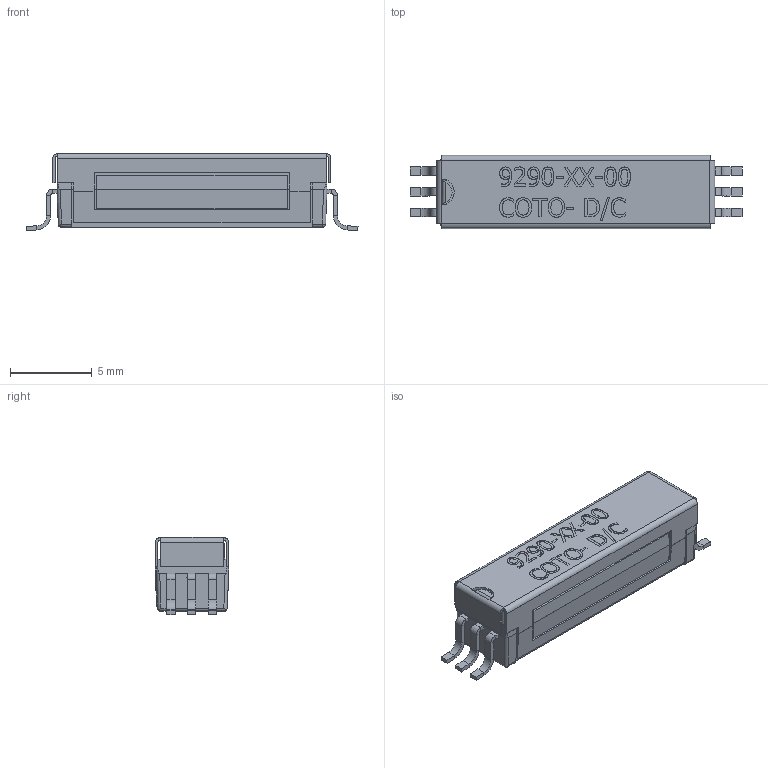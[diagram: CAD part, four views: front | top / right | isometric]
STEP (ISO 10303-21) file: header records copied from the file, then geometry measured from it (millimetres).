
FILE_DESCRIPTION((''),'2;1');
FILE_NAME('9290- G (A).stp','2013-06-05T09:18:17',('odafonseca'),(''),'Autodesk Inventor 2013','Autodesk Inventor 2013','');
FILE_SCHEMA(('AUTOMOTIVE_DESIGN { 1 0 10303 214 1 1 1 1 }'));
Length unit declared in the file: inch
Products named in the file (1): 9290- G (A)
Bounding box: 20.32 x 4.47 x 4.72 mm (x, y, z)
Volume: 319.9 mm3; surface area: 559.8 mm2
Topology: 1 solids, 3 shells, 549 faces, 1453 edges, 918 vertices
Faces by surface type: plane 316, bspline 157, cylinder 70, sphere 6
Full cylindrical faces by diameter (mm): 1.346 x2, 2.286 x2
Entity records: 18604 total; most frequent: CARTESIAN_POINT 5466, ORIENTED_EDGE 2886, DIRECTION 2067, EDGE_CURVE 1443, VECTOR 961, LINE 961, VERTEX_POINT 918, EDGE_LOOP 581
